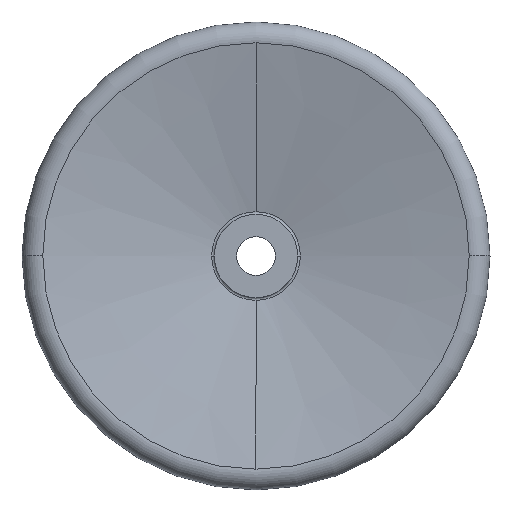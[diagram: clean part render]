
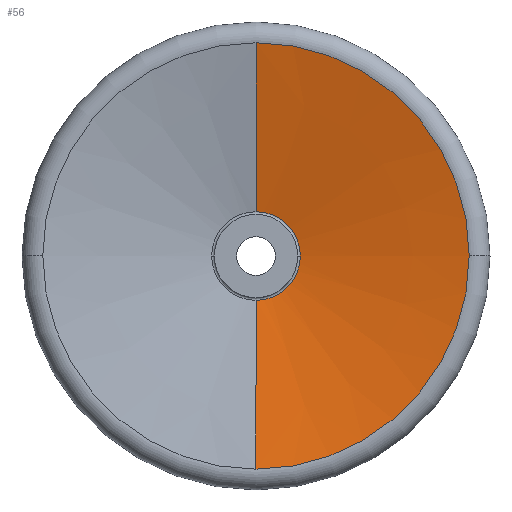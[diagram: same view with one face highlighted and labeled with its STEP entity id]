
A CAD part, top view. The second image highlights one B-rep face of the part: STEP entity #56.
In plain terms, the highlighted conical face has half-angle 77.444 degrees and reference radius 86.663 mm.
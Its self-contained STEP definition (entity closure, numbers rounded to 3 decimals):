
#56=ADVANCED_FACE('',(#125),#126,.F.);
#125=FACE_OUTER_BOUND('',#206,.T.);
#126=CONICAL_SURFACE('',#207,86.663,1.352);
#206=EDGE_LOOP('',(#306,#307,#308,#309,#310,#311));
#207=AXIS2_PLACEMENT_3D('',#312,#313,#314);
#306=ORIENTED_EDGE('',*,*,#515,.F.);
#307=ORIENTED_EDGE('',*,*,#516,.F.);
#308=ORIENTED_EDGE('',*,*,#511,.F.);
#309=ORIENTED_EDGE('',*,*,#517,.F.);
#310=ORIENTED_EDGE('',*,*,#518,.T.);
#311=ORIENTED_EDGE('',*,*,#519,.T.);
#312=CARTESIAN_POINT('',(0.,0.0,43.066));
#313=DIRECTION('',(0.,-0.0,1.0));
#314=DIRECTION('',(0.0,1.0,0.0));
#511=EDGE_CURVE('',#610,#612,#613,.T.);
#515=EDGE_CURVE('',#618,#619,#620,.T.);
#516=EDGE_CURVE('',#612,#618,#621,.T.);
#517=EDGE_CURVE('',#622,#610,#623,.T.);
#518=EDGE_CURVE('',#622,#624,#625,.T.);
#519=EDGE_CURVE('',#624,#619,#626,.T.);
#610=VERTEX_POINT('',#742);
#612=VERTEX_POINT('',#744);
#613=CIRCLE('',#745,29.826);
#618=VERTEX_POINT('',#750);
#619=VERTEX_POINT('',#751);
#620=LINE('',#752,#753);
#621=CIRCLE('',#754,29.826);
#622=VERTEX_POINT('',#755);
#623=LINE('',#756,#757);
#624=VERTEX_POINT('',#758);
#625=CIRCLE('',#759,143.5);
#626=CIRCLE('',#760,143.5);
#742=CARTESIAN_POINT('',(0.,-29.826,30.407));
#744=CARTESIAN_POINT('',(29.826,0.,30.407));
#745=AXIS2_PLACEMENT_3D('',#893,#894,#895);
#750=CARTESIAN_POINT('',(0.,29.826,30.407));
#751=CARTESIAN_POINT('',(0.,143.5,55.725));
#752=CARTESIAN_POINT('',(0.,86.663,43.066));
#753=VECTOR('',#902,1.0);
#754=AXIS2_PLACEMENT_3D('',#903,#904,#905);
#755=CARTESIAN_POINT('',(0.,-143.5,55.725));
#756=CARTESIAN_POINT('',(0.,-86.663,43.066));
#757=VECTOR('',#906,1.0);
#758=CARTESIAN_POINT('',(143.5,0.,55.725));
#759=AXIS2_PLACEMENT_3D('',#907,#908,#909);
#760=AXIS2_PLACEMENT_3D('',#910,#911,#912);
#893=CARTESIAN_POINT('',(0.,0.0,30.407));
#894=DIRECTION('',(0.,-0.0,1.0));
#895=DIRECTION('',(0.0,1.0,0.0));
#902=DIRECTION('',(0.,0.976,0.217));
#903=CARTESIAN_POINT('',(0.,0.0,30.407));
#904=DIRECTION('',(0.,-0.0,1.0));
#905=DIRECTION('',(0.0,1.0,0.0));
#906=DIRECTION('',(0.,0.976,-0.217));
#907=CARTESIAN_POINT('',(0.,0.0,55.725));
#908=DIRECTION('',(0.,-0.0,1.0));
#909=DIRECTION('',(0.0,1.0,0.0));
#910=CARTESIAN_POINT('',(0.,0.0,55.725));
#911=DIRECTION('',(0.,-0.0,1.0));
#912=DIRECTION('',(0.0,1.0,0.0));
